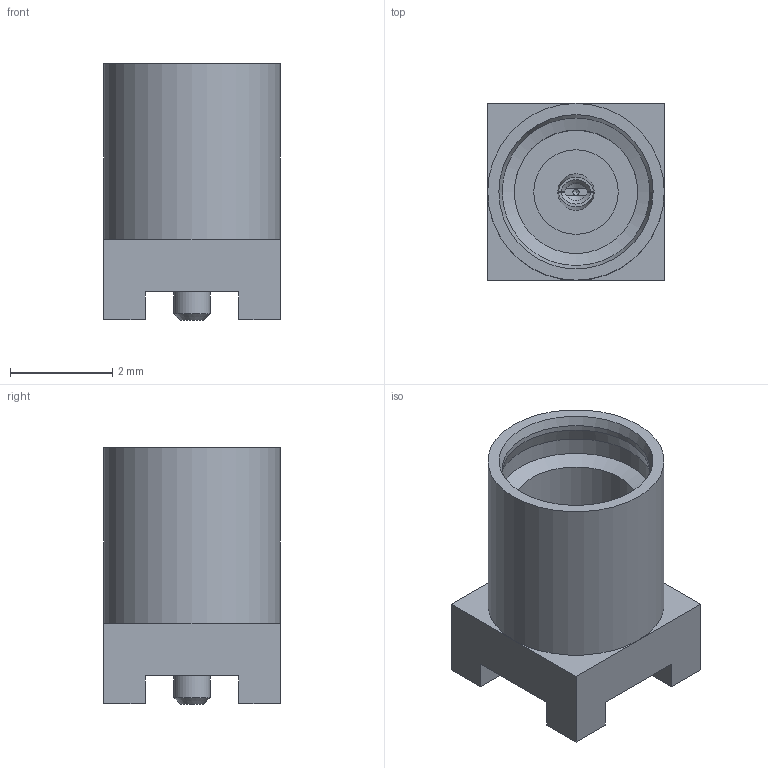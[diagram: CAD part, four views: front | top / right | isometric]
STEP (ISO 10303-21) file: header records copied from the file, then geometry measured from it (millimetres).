
FILE_DESCRIPTION(/* description */ (''),/* implementation_level */ '2;1');
FILE_NAME(/* name */ '734152063 Molex MMCX.step',/* time_stamp */ '2023-10-28T19:19:23+09:00',/* author */ (''),/* organization */ (''),/* preprocessor_version */ 'ST-DEVELOPER v20',/* originating_system */ 'Autodesk Translation Framework v12.14.0.127',/* authorisation */ '');
FILE_SCHEMA (('AUTOMOTIVE_DESIGN { 1 0 10303 214 3 1 1 }'));
Length unit declared in the file: millimetre
Products named in the file (1): 734152063 Molex MMCX
Bounding box: 3.45 x 3.45 x 5.01 mm (x, y, z)
Volume: 31.1 mm3; surface area: 112.4 mm2
Topology: 1 solids, 1 shells, 50 faces, 125 edges, 81 vertices
Faces by surface type: plane 30, cylinder 11, cone 9
Full cylindrical faces by diameter (mm): 0.71 x1, 0.711 x1, 1.651 x1, 2.41 x1, 2.883 x1, 3.023 x1, 3.45 x1
Entity records: 1776 total; most frequent: CARTESIAN_POINT 524, DIRECTION 256, ORIENTED_EDGE 248, EDGE_CURVE 124, AXIS2_PLACEMENT_3D 89, VERTEX_POINT 81, LINE 78, VECTOR 78
